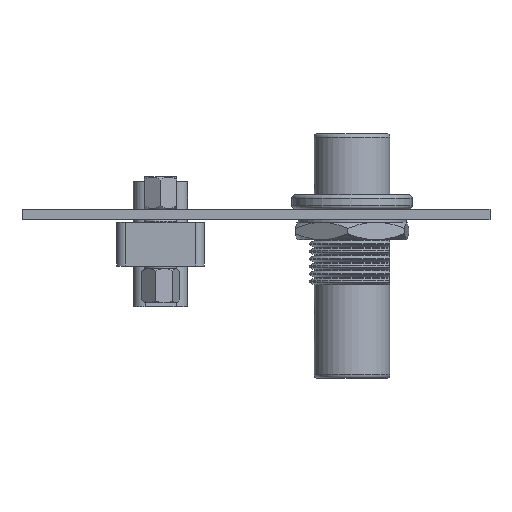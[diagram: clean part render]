
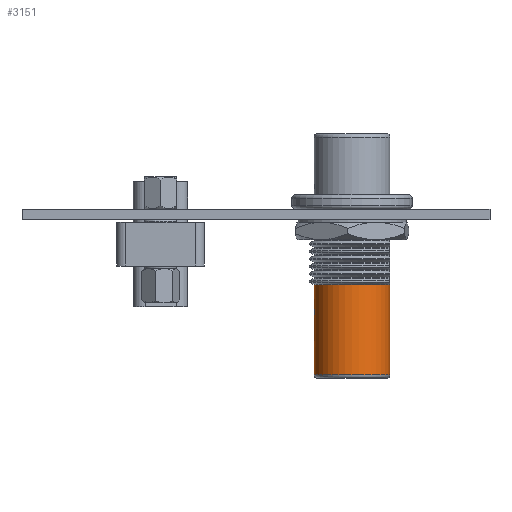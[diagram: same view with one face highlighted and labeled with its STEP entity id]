
A CAD part, front view. The second image highlights one B-rep face of the part: STEP entity #3151.
In plain terms, the highlighted cylindrical face has radius 5.512 mm (diameter 11.024 mm), a partial arc.
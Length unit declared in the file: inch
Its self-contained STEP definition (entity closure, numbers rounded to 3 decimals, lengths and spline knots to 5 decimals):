
#2532 = VERTEX_POINT ( 'NONE', #5315 ) ;
#2534 = EDGE_CURVE ( 'NONE', #2532, #2550, #5314, .T. ) ;
#2550 = VERTEX_POINT ( 'NONE', #5373 ) ;
#2568 = EDGE_CURVE ( 'NONE', #2569, #2570, #5390, .T. ) ;
#2569 = VERTEX_POINT ( 'NONE', #5385 ) ;
#2570 = VERTEX_POINT ( 'NONE', #5384 ) ;
#3069 = EDGE_LOOP ( 'NONE', ( #3126, #3127, #3129, #3131, #3133, #3134, #3137 ) ) ;
#3111 = EDGE_CURVE ( 'NONE', #2569, #3136, #6630, .T. ) ;
#3126 = ORIENTED_EDGE ( 'NONE', *, *, #2568, .T. ) ;
#3127 = ORIENTED_EDGE ( 'NONE', *, *, #3128, .T. ) ;
#3128 = EDGE_CURVE ( 'NONE', #2570, #3144, #6722, .T. ) ;
#3129 = ORIENTED_EDGE ( 'NONE', *, *, #3130, .F. ) ;
#3130 = EDGE_CURVE ( 'NONE', #3145, #3144, #6718, .T. ) ;
#3131 = ORIENTED_EDGE ( 'NONE', *, *, #3132, .F. ) ;
#3132 = EDGE_CURVE ( 'NONE', #2550, #3145, #6713, .T. ) ;
#3133 = ORIENTED_EDGE ( 'NONE', *, *, #2534, .F. ) ;
#3134 = ORIENTED_EDGE ( 'NONE', *, *, #3135, .F. ) ;
#3135 = EDGE_CURVE ( 'NONE', #3136, #2532, #6709, .T. ) ;
#3136 = VERTEX_POINT ( 'NONE', #6708 ) ;
#3137 = ORIENTED_EDGE ( 'NONE', *, *, #3111, .F. ) ;
#3144 = VERTEX_POINT ( 'NONE', #6736 ) ;
#3145 = VERTEX_POINT ( 'NONE', #6735 ) ;
#3151 = ADVANCED_FACE ( 'NONE', ( #6729 ), #6728, .T. ) ;
#5306 = CARTESIAN_POINT ( 'NONE',  ( 0., 1.00035, -0.217 ) ) ;
#5307 = CARTESIAN_POINT ( 'NONE',  ( 0.00513, 1.00035, -0.217 ) ) ;
#5308 = CARTESIAN_POINT ( 'NONE',  ( 0.01023, 1.00244, -0.21679 ) ) ;
#5309 = CARTESIAN_POINT ( 'NONE',  ( 0.01756, 1.00977, -0.21632 ) ) ;
#5310 = CARTESIAN_POINT ( 'NONE',  ( 0.01965, 1.01487, -0.21611 ) ) ;
#5311 = CARTESIAN_POINT ( 'NONE',  ( 0.01965, 1.02, -0.21611 ) ) ;
#5314 = B_SPLINE_CURVE_WITH_KNOTS ( 'NONE', 3,
 ( #5311, #5310, #5309, #5308, #5307, #5306 ),
 .UNSPECIFIED., .F., .F.,
 ( 4, 2, 4 ),
 ( 0.00078, 0.00117, 0.00156 ),
 .UNSPECIFIED. ) ;
#5315 = CARTESIAN_POINT ( 'NONE',  ( 0.01965, 1.02, -0.21611 ) ) ;
#5373 = CARTESIAN_POINT ( 'NONE',  ( 0., 1.00035, -0.217 ) ) ;
#5384 = CARTESIAN_POINT ( 'NONE',  ( 0., 1.381, 0.217 ) ) ;
#5385 = CARTESIAN_POINT ( 'NONE',  ( 0., 1.381, -0.217 ) ) ;
#5386 = DIRECTION ( 'NONE',  ( 0., 0., 1. ) ) ;
#5387 = DIRECTION ( 'NONE',  ( 0., -1., 0. ) ) ;
#5388 = CARTESIAN_POINT ( 'NONE',  ( 0., 1.381, 0. ) ) ;
#5389 = AXIS2_PLACEMENT_3D ( 'NONE', #5388, #5387, #5386 ) ;
#5390 = CIRCLE ( 'NONE', #5389, 0.217 ) ;
#6630 = LINE ( 'NONE', #6697, #6696 ) ;
#6695 = DIRECTION ( 'NONE',  ( 0., -1., 0. ) ) ;
#6696 = VECTOR ( 'NONE', #6695, 39.37008 ) ;
#6697 = CARTESIAN_POINT ( 'NONE',  ( 0., 0., -0.217 ) ) ;
#6702 = CARTESIAN_POINT ( 'NONE',  ( 0.01965, 1.02, -0.21611 ) ) ;
#6703 = CARTESIAN_POINT ( 'NONE',  ( 0.01965, 1.02513, -0.21611 ) ) ;
#6704 = CARTESIAN_POINT ( 'NONE',  ( 0.01752, 1.03026, -0.21632 ) ) ;
#6705 = CARTESIAN_POINT ( 'NONE',  ( 0.01028, 1.03752, -0.21679 ) ) ;
#6706 = CARTESIAN_POINT ( 'NONE',  ( 0.0052, 1.03965, -0.217 ) ) ;
#6707 = CARTESIAN_POINT ( 'NONE',  ( 0., 1.03965, -0.217 ) ) ;
#6708 = CARTESIAN_POINT ( 'NONE',  ( 0., 1.03965, -0.217 ) ) ;
#6709 = B_SPLINE_CURVE_WITH_KNOTS ( 'NONE', 3,
 ( #6707, #6706, #6705, #6704, #6703, #6702 ),
 .UNSPECIFIED., .F., .F.,
 ( 4, 2, 4 ),
 ( 0., 0.00039, 0.00078 ),
 .UNSPECIFIED. ) ;
#6710 = DIRECTION ( 'NONE',  ( 0., -1., 0. ) ) ;
#6711 = VECTOR ( 'NONE', #6710, 39.37008 ) ;
#6712 = CARTESIAN_POINT ( 'NONE',  ( 0., 0., -0.217 ) ) ;
#6713 = LINE ( 'NONE', #6712, #6711 ) ;
#6714 = DIRECTION ( 'NONE',  ( 0., 0., -1. ) ) ;
#6715 = DIRECTION ( 'NONE',  ( 0., -1., 0. ) ) ;
#6716 = CARTESIAN_POINT ( 'NONE',  ( 0., 0.8649, 0. ) ) ;
#6717 = AXIS2_PLACEMENT_3D ( 'NONE', #6716, #6715, #6714 ) ;
#6718 = CIRCLE ( 'NONE', #6717, 0.217 ) ;
#6719 = DIRECTION ( 'NONE',  ( 0., -1., 0. ) ) ;
#6720 = VECTOR ( 'NONE', #6719, 39.37008 ) ;
#6721 = CARTESIAN_POINT ( 'NONE',  ( 0., 0., 0.217 ) ) ;
#6722 = LINE ( 'NONE', #6721, #6720 ) ;
#6726 = CARTESIAN_POINT ( 'NONE',  ( 0., 0., 0. ) ) ;
#6727 = AXIS2_PLACEMENT_3D ( 'NONE', #6726, #6781, #6780 ) ;
#6728 = CYLINDRICAL_SURFACE ( 'NONE', #6727, 0.217 ) ;
#6729 = FACE_OUTER_BOUND ( 'NONE', #3069, .T. ) ;
#6735 = CARTESIAN_POINT ( 'NONE',  ( 0., 0.8649, -0.217 ) ) ;
#6736 = CARTESIAN_POINT ( 'NONE',  ( 0., 0.8649, 0.217 ) ) ;
#6780 = DIRECTION ( 'NONE',  ( 0., 0., -1. ) ) ;
#6781 = DIRECTION ( 'NONE',  ( 0., -1., 0. ) ) ;
